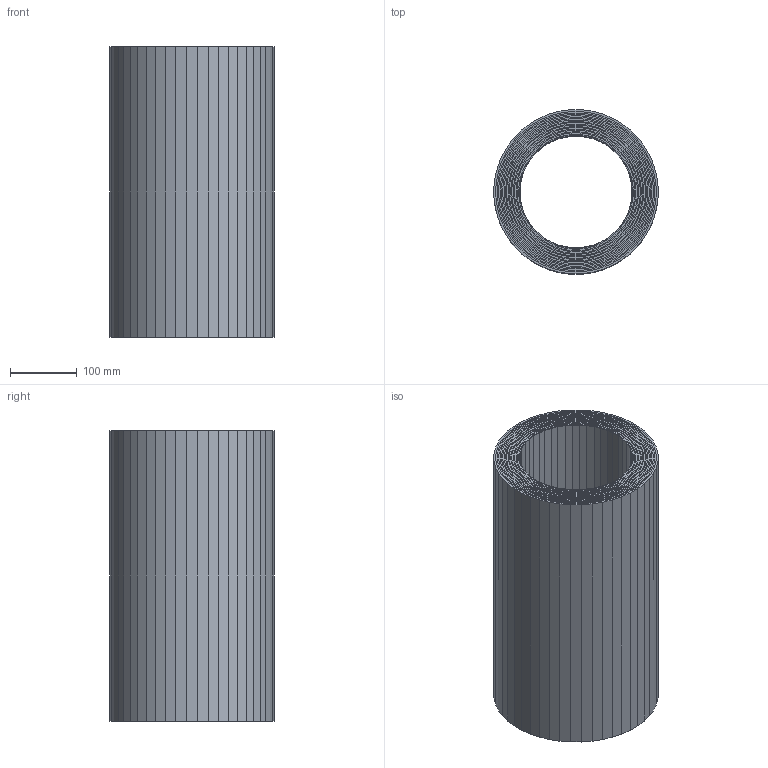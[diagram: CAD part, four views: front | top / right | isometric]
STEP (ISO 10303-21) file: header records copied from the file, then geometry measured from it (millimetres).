
FILE_DESCRIPTION(('Open CASCADE Model'),'2;1');
FILE_NAME('Open CASCADE Shape Model','2024-05-10T07:27:55',('Author'),( 'Open CASCADE'),'Open CASCADE STEP processor 7.7','Open CASCADE 7.7' ,'Unknown');
FILE_SCHEMA(('AUTOMOTIVE_DESIGN { 1 0 10303 214 1 1 1 1 }'));
Length unit declared in the file: millimetre
Products named in the file (25): parallel_world_volume; EcalBarrelImaging; sector; support_layer; layer1; layer2; layer3; layer4; layer5; layer6; EcalBarrelScFi; layer7; layer8; layer9; layer10; layer11; layer12
Assembly tree (118 placements, depth 4):
  parallel_world_volume
    EcalBarrelImaging
      sector  x48
        support_layer
        layer1
        layer2
        layer3
        layer4
        layer5
        layer6
    EcalBarrelScFi
      sector  x48
        layer1
        layer2
        layer3
        layer4
        layer5
        layer6
        layer7
        layer8
        layer9
        layer10
        layer11
        layer12
        support_layer
Bounding box: 246.45 x 246.45 x 436.5 mm (x, y, z)
Volume: 11161181.2 mm3; surface area: 12910486.5 mm2
Topology: 960 solids, 960 shells, 5760 faces, 11520 edges, 7680 vertices
Faces by surface type: plane 3840, bspline 1920
Entity records: 7120 total; most frequent: CARTESIAN_POINT 1439, DIRECTION 918, LINE 520, VECTOR 520, ORIENTED_EDGE 480, PCURVE 480, DEFINITIONAL_REPRESENTATION 480, EDGE_CURVE 240
